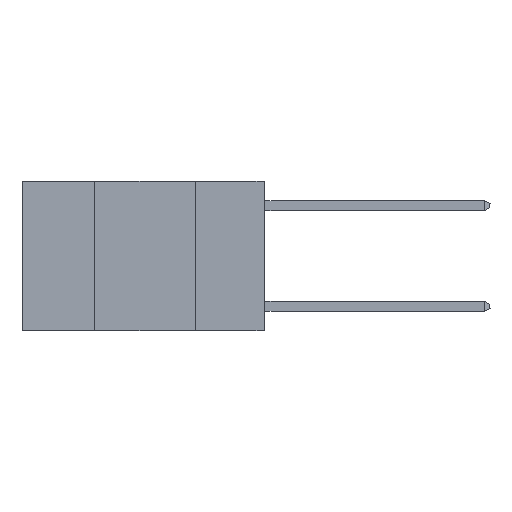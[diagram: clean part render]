
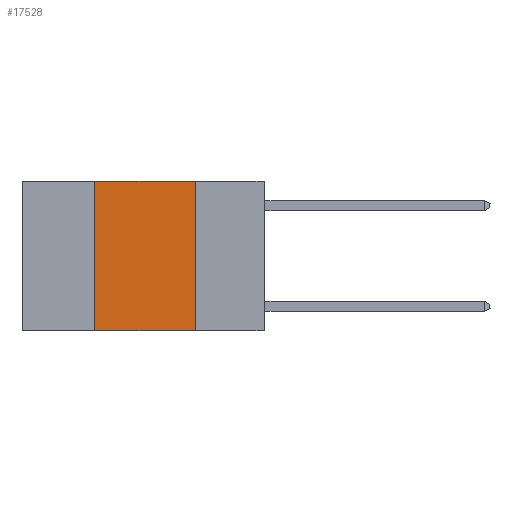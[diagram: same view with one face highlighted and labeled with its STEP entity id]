
A CAD part, left-side view. The second image highlights one B-rep face of the part: STEP entity #17528.
In plain terms, the highlighted planar face has unit normal (-1, 0, 0).
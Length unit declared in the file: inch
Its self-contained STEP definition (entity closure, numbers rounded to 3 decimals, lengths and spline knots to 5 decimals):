
#308 = LINE ( 'NONE', #18944, #15317 ) ;
#989 = CARTESIAN_POINT ( 'NONE',  ( 0., 0.6, 0. ) ) ;
#1097 = LINE ( 'NONE', #989, #2888 ) ;
#1308 = FACE_OUTER_BOUND ( 'NONE', #7900, .T. ) ;
#2888 = VECTOR ( 'NONE', #13432, 39.37008 ) ;
#3268 = ORIENTED_EDGE ( 'NONE', *, *, #17022, .T. ) ;
#3368 = VECTOR ( 'NONE', #7866, 39.37008 ) ;
#3514 = EDGE_CURVE ( 'NONE', #14259, #3531, #308, .T. ) ;
#3531 = VERTEX_POINT ( 'NONE', #19253 ) ;
#4739 = ORIENTED_EDGE ( 'NONE', *, *, #17384, .F. ) ;
#5556 = VERTEX_POINT ( 'NONE', #18716 ) ;
#5969 = CARTESIAN_POINT ( 'NONE',  ( 0., 0.6, 0. ) ) ;
#6905 = VECTOR ( 'NONE', #15642, 39.37008 ) ;
#7866 = DIRECTION ( 'NONE',  ( 0., -1., 0. ) ) ;
#7900 = EDGE_LOOP ( 'NONE', ( #18226, #4739, #14808, #3268 ) ) ;
#9489 = CARTESIAN_POINT ( 'NONE',  ( 0., 0.6, -0.37 ) ) ;
#10145 = DIRECTION ( 'NONE',  ( 0., 0., -1. ) ) ;
#11626 = DIRECTION ( 'NONE',  ( 1., 0., 0. ) ) ;
#11909 = CARTESIAN_POINT ( 'NONE',  ( 0., 0.17, 0. ) ) ;
#12662 = DIRECTION ( 'NONE',  ( 0., 0., 1. ) ) ;
#13432 = DIRECTION ( 'NONE',  ( 0., -1., 0. ) ) ;
#13753 = PLANE ( 'NONE',  #18550 ) ;
#14089 = LINE ( 'NONE', #18522, #6905 ) ;
#14259 = VERTEX_POINT ( 'NONE', #14305 ) ;
#14305 = CARTESIAN_POINT ( 'NONE',  ( 0., 0.42, -0.37 ) ) ;
#14808 = ORIENTED_EDGE ( 'NONE', *, *, #3514, .F. ) ;
#15317 = VECTOR ( 'NONE', #12662, 39.37008 ) ;
#15533 = LINE ( 'NONE', #9489, #3368 ) ;
#15642 = DIRECTION ( 'NONE',  ( 0., 0., -1. ) ) ;
#16915 = VERTEX_POINT ( 'NONE', #11909 ) ;
#17022 = EDGE_CURVE ( 'NONE', #14259, #5556, #15533, .T. ) ;
#17384 = EDGE_CURVE ( 'NONE', #3531, #16915, #1097, .T. ) ;
#17528 = ADVANCED_FACE ( 'NONE', ( #1308 ), #13753, .F. ) ;
#18226 = ORIENTED_EDGE ( 'NONE', *, *, #19804, .F. ) ;
#18522 = CARTESIAN_POINT ( 'NONE',  ( 0., 0.17, 0. ) ) ;
#18550 = AXIS2_PLACEMENT_3D ( 'NONE', #5969, #11626, #10145 ) ;
#18716 = CARTESIAN_POINT ( 'NONE',  ( 0., 0.17, -0.37 ) ) ;
#18944 = CARTESIAN_POINT ( 'NONE',  ( 0., 0.42, 0. ) ) ;
#19253 = CARTESIAN_POINT ( 'NONE',  ( 0., 0.42, 0. ) ) ;
#19804 = EDGE_CURVE ( 'NONE', #16915, #5556, #14089, .T. ) ;
